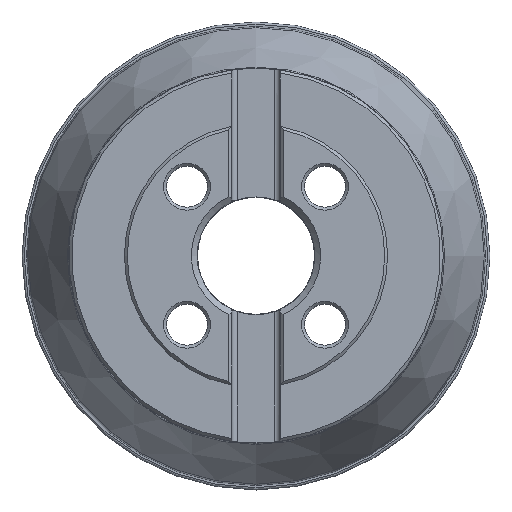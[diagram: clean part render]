
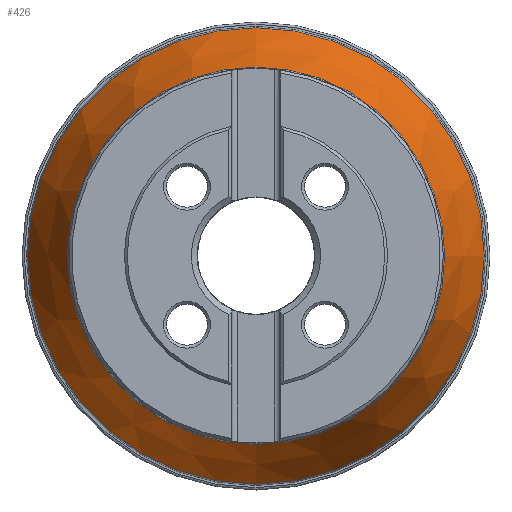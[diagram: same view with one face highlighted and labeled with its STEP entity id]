
A CAD part, top view. The second image highlights one B-rep face of the part: STEP entity #426.
In plain terms, the highlighted conical face has half-angle 24.963 degrees and reference radius 78.445 mm.
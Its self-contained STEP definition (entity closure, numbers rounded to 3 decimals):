
#160=FACE_BOUND('',#612,.T.);
#161=FACE_BOUND('',#613,.T.);
#426=ADVANCED_FACE('',(#160,#161),#541,.T.);
#541=CONICAL_SURFACE('',#1768,78.445,24.963);
#612=EDGE_LOOP('',(#884));
#613=EDGE_LOOP('',(#885));
#884=ORIENTED_EDGE('',*,*,#1444,.T.);
#885=ORIENTED_EDGE('',*,*,#1445,.T.);
#1284=VERTEX_POINT('',#2496);
#1285=VERTEX_POINT('',#2498);
#1444=EDGE_CURVE('',#1284,#1284,#1640,.T.);
#1445=EDGE_CURVE('',#1285,#1285,#1641,.T.);
#1640=CIRCLE('',#1766,64.467);
#1641=CIRCLE('',#1767,77.978);
#1766=AXIS2_PLACEMENT_3D('',#2495,#1997,#1998);
#1767=AXIS2_PLACEMENT_3D('',#2497,#1999,#2000);
#1768=AXIS2_PLACEMENT_3D('',#2499,#2001,#2002);
#1997=DIRECTION('',(0.,0.,-1.));
#1998=DIRECTION('',(-1.,0.,0.));
#1999=DIRECTION('',(0.,0.,1.));
#2000=DIRECTION('',(1.,0.,0.));
#2001=DIRECTION('',(0.,0.,-1.));
#2002=DIRECTION('',(-1.,0.,0.));
#2495=CARTESIAN_POINT('',(0.,0.,-15.003));
#2496=CARTESIAN_POINT('',(-64.467,0.,-15.003));
#2497=CARTESIAN_POINT('',(0.,0.,-44.026));
#2498=CARTESIAN_POINT('',(77.978,0.,-44.026));
#2499=CARTESIAN_POINT('',(0.,0.,-45.029));
